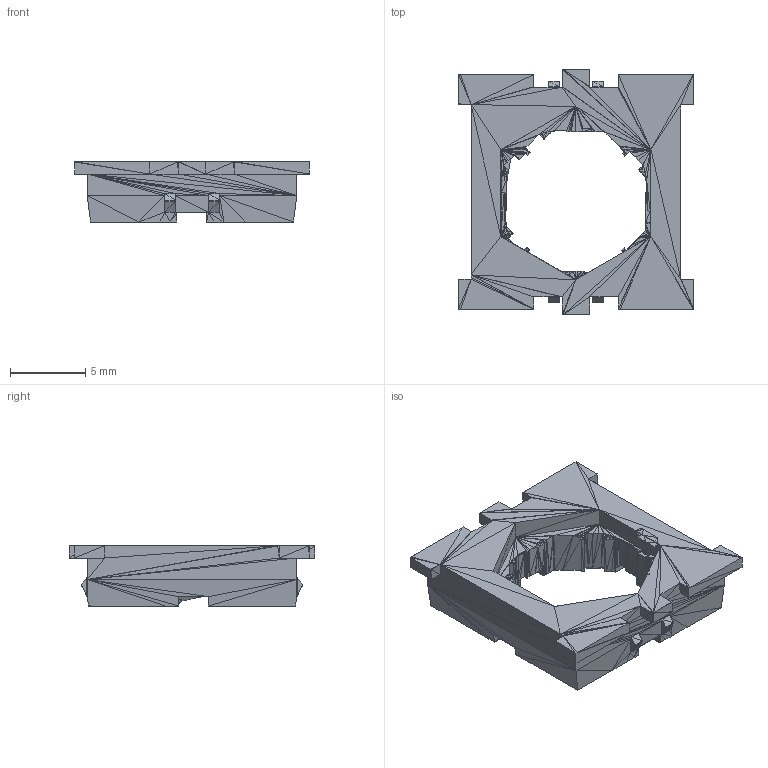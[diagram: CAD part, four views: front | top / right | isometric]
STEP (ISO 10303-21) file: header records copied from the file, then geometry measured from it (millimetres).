
FILE_DESCRIPTION(/* description */ (''),/* implementation_level */ '2;1');
FILE_NAME(/* name */ 'ec11_mount.step',/* time_stamp */ '2023-04-23T13:05:23-04:00',/* author */ (''),/* organization */ (''),/* preprocessor_version */ 'ST-DEVELOPER v19.2',/* originating_system */ 'Autodesk Translation Framework v11.17.0.187',/* authorisation */ '');
FILE_SCHEMA (('AUTOMOTIVE_DESIGN { 1 0 10303 214 3 1 1 }'));
Length unit declared in the file: millimetre
Products named in the file (1): (Unsaved)
Bounding box: 15.64 x 16.33 x 4 mm (x, y, z)
Volume: 475.7 mm3
Topology: 1 solids, 2 shells, 1766 faces, 2658 edges, 891 vertices
Faces by surface type: plane 1766
Entity records: 34568 total; most frequent: DIRECTION 6193, CARTESIAN_POINT 5318, ORIENTED_EDGE 5317, LINE 2659, VECTOR 2659, EDGE_CURVE 2659, AXIS2_PLACEMENT_3D 1767, FACE_OUTER_BOUND 1766
